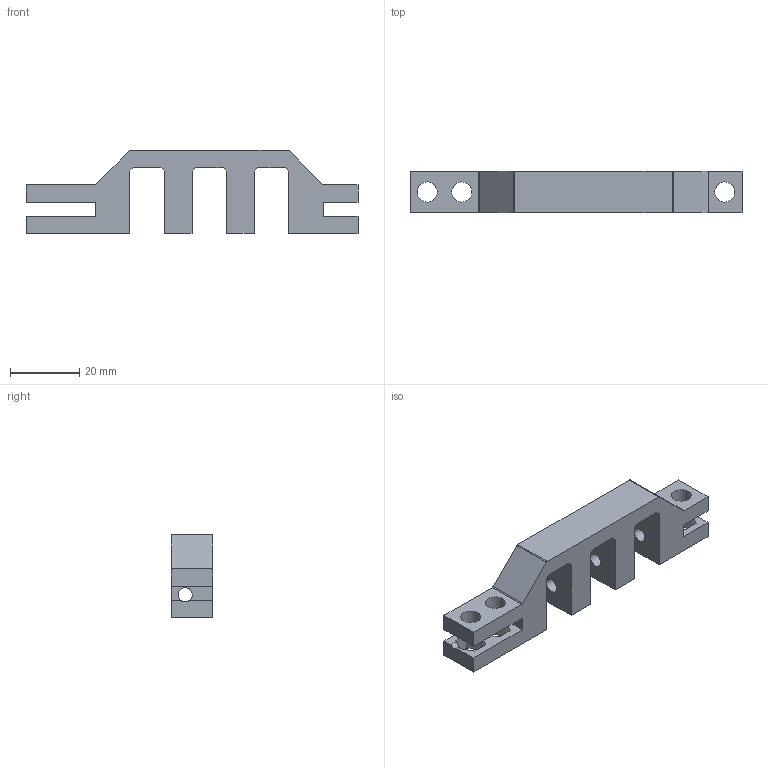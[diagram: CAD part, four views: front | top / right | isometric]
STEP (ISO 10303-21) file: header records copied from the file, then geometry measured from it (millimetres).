
FILE_DESCRIPTION(/* description */ ('Unknown'),/* implementation_level */ '2;1');
FILE_NAME(/* name */ 'A-Arm_Mount_Hinten_Rechts',/* time_stamp */ '2024-03-06T23:21:19+01:00',/* author */ ('Unknown'),/* organization */ ('Unknown'),/* preprocessor_version */ 'ST-DEVELOPER v18.104',/* originating_system */ 'Solid Edge',/* authorisation */ 'Unknown');
FILE_SCHEMA (('AUTOMOTIVE_DESIGN {1 0 10303 214 3 1 1}'));
Length unit declared in the file: millimetre
Products named in the file (1): A-Arm_Mount_Hinten_Rechts
Bounding box: 96 x 12 x 24.1 mm (x, y, z)
Volume: 12976.8 mm3; surface area: 7788.4 mm2
Topology: 1 solids, 1 shells, 70 faces, 223 edges, 150 vertices
Faces by surface type: plane 56, cylinder 14
Full cylindrical faces by diameter (mm): 4.1 x4, 5.8 x3
Entity records: 2430 total; most frequent: CARTESIAN_POINT 425, ORIENTED_EDGE 420, DIRECTION 382, EDGE_CURVE 210, LINE 180, VECTOR 180, VERTEX_POINT 144, AXIS2_PLACEMENT_3D 101
